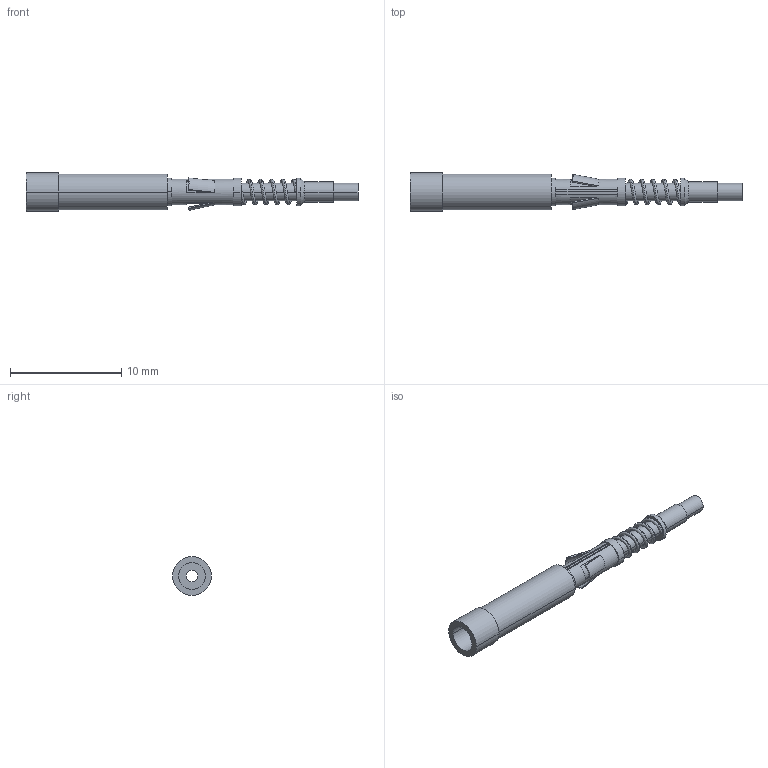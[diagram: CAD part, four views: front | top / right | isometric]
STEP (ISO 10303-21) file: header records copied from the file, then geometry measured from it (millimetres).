
FILE_DESCRIPTION(('Creo Elements/Direct Modeling STEP Export'),'2;1');
FILE_NAME('0lndqdl4d18gu8l4440','2017-10-02T17:03:50',(''),(''),'PTC Creo Elements/Direct Modeling STEP processor for AP214 (Solid Model)','PTC Creo Elements/Direct Modeling 19.0E 27-Jun-2016 (C) Parametric Technology GmbH','');
FILE_SCHEMA(('AUTOMOTIVE_DESIGN { 1 0 10303 214 1 1 1 1 }'));
Length unit declared in the file: millimetre
Products named in the file (2): CLM_DD
Assembly tree (1 placements, depth 2):
  CLM_DD
    CLM_DD
Bounding box: 29.8 x 3.5 x 3.5 mm (x, y, z)
Volume: 93.5 mm3; surface area: 500.5 mm2
Topology: 1 solids, 1 shells, 69 faces, 169 edges, 110 vertices
Faces by surface type: plane 35, cylinder 30, cone 2, bspline 2
Entity records: 5237 total; most frequent: CARTESIAN_POINT 3014, ORIENTED_EDGE 338, DIRECTION 336, EDGE_CURVE 169, AXIS2_PLACEMENT_3D 124, VERTEX_POINT 110, EDGE_LOOP 89, VECTOR 88
